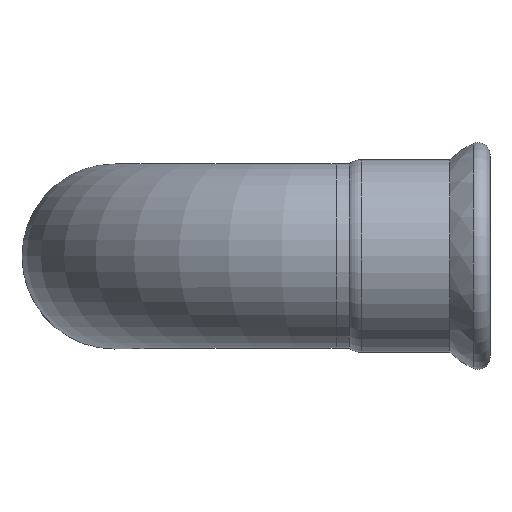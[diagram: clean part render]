
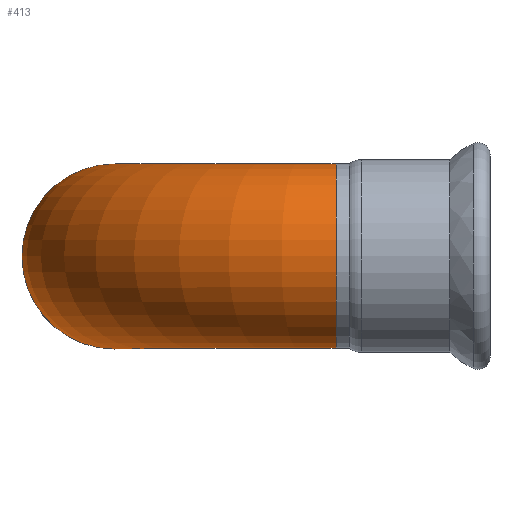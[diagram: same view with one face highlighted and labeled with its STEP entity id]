
A CAD part, top view. The second image highlights one B-rep face of the part: STEP entity #413.
In plain terms, the highlighted toroidal (fillet/blend) face has major radius 129.6 mm and minor radius 54 mm.
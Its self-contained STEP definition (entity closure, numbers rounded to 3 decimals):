
#22=TOROIDAL_SURFACE('',#482,129.6,54.);
#66=FACE_OUTER_BOUND('',#86,.T.);
#86=EDGE_LOOP('',(#326,#327,#328,#329,#330,#331));
#114=CIRCLE('',#463,54.);
#115=CIRCLE('',#464,54.);
#128=CIRCLE('',#483,75.6);
#129=CIRCLE('',#484,54.);
#130=CIRCLE('',#485,54.);
#168=VERTEX_POINT('',#744);
#169=VERTEX_POINT('',#746);
#181=VERTEX_POINT('',#782);
#182=VERTEX_POINT('',#784);
#220=EDGE_CURVE('',#169,#168,#114,.T.);
#221=EDGE_CURVE('',#168,#169,#115,.T.);
#238=EDGE_CURVE('',#168,#181,#128,.T.);
#239=EDGE_CURVE('',#182,#181,#129,.T.);
#240=EDGE_CURVE('',#181,#182,#130,.T.);
#326=ORIENTED_EDGE('',*,*,#220,.T.);
#327=ORIENTED_EDGE('',*,*,#238,.T.);
#328=ORIENTED_EDGE('',*,*,#239,.F.);
#329=ORIENTED_EDGE('',*,*,#240,.F.);
#330=ORIENTED_EDGE('',*,*,#238,.F.);
#331=ORIENTED_EDGE('',*,*,#221,.T.);
#413=ADVANCED_FACE('',(#66),#22,.T.);
#463=AXIS2_PLACEMENT_3D('',#747,#561,#562);
#464=AXIS2_PLACEMENT_3D('',#748,#563,#564);
#482=AXIS2_PLACEMENT_3D('',#781,#603,#604);
#483=AXIS2_PLACEMENT_3D('',#783,#605,#606);
#484=AXIS2_PLACEMENT_3D('',#785,#607,#608);
#485=AXIS2_PLACEMENT_3D('',#786,#609,#610);
#561=DIRECTION('center_axis',(0.,0.,1.));
#562=DIRECTION('ref_axis',(1.,0.,0.));
#563=DIRECTION('center_axis',(0.,0.,1.));
#564=DIRECTION('ref_axis',(1.,0.,0.));
#603=DIRECTION('center_axis',(0.,-1.,0.));
#604=DIRECTION('ref_axis',(0.,0.,-1.));
#605=DIRECTION('center_axis',(0.,1.,0.));
#606=DIRECTION('ref_axis',(0.,0.,-1.));
#607=DIRECTION('center_axis',(1.,0.,0.));
#608=DIRECTION('ref_axis',(0.,1.,0.));
#609=DIRECTION('center_axis',(1.,0.,0.));
#610=DIRECTION('ref_axis',(0.,1.,0.));
#744=CARTESIAN_POINT('',(-75.6,0.,0.));
#746=CARTESIAN_POINT('',(-129.6,-54.,0.));
#747=CARTESIAN_POINT('Origin',(-129.6,0.,0.));
#748=CARTESIAN_POINT('Origin',(-129.6,0.,0.));
#781=CARTESIAN_POINT('Origin',(0.,0.,0.));
#782=CARTESIAN_POINT('',(0.,0.,75.6));
#783=CARTESIAN_POINT('Origin',(0.,0.,0.));
#784=CARTESIAN_POINT('',(0.,-54.,129.6));
#785=CARTESIAN_POINT('Origin',(0.,0.,129.6));
#786=CARTESIAN_POINT('Origin',(0.,0.,129.6));
